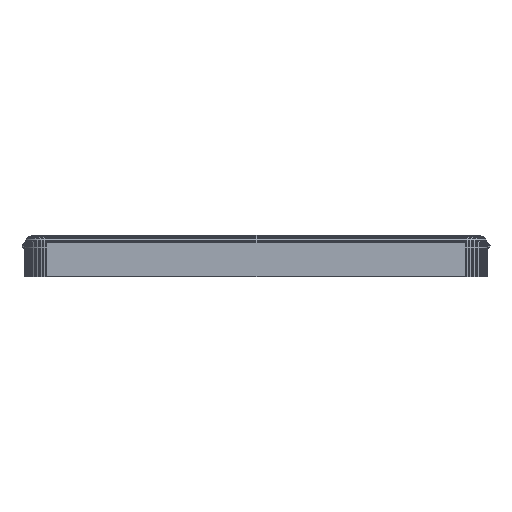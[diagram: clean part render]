
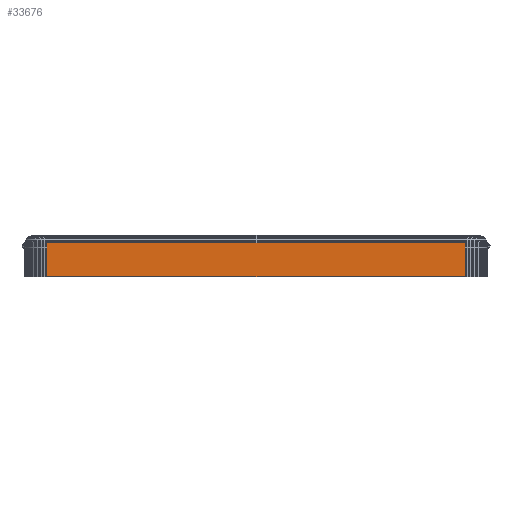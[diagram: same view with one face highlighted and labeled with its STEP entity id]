
A CAD part, front view. The second image highlights one B-rep face of the part: STEP entity #33676.
In plain terms, the highlighted planar face has unit normal (0, -1, 0).
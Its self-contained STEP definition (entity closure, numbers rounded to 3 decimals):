
#5677 = VERTEX_POINT('',#5678);
#5678 = CARTESIAN_POINT('',(-28.,-17.9,3.3));
#10254 = VERTEX_POINT('',#10255);
#10255 = CARTESIAN_POINT('',(28.,-17.9,3.3));
#33633 = EDGE_CURVE('',#10254,#5677,#33634,.T.);
#33634 = LINE('',#33635,#33636);
#33635 = CARTESIAN_POINT('',(28.,-17.9,3.3));
#33636 = VECTOR('',#33637,1.);
#33637 = DIRECTION('',(-1.,0.,0.));
#33676 = ADVANCED_FACE('',(#33677),#33702,.T.);
#33677 = FACE_BOUND('',#33678,.T.);
#33678 = EDGE_LOOP('',(#33679,#33687,#33695,#33701));
#33679 = ORIENTED_EDGE('',*,*,#33680,.T.);
#33680 = EDGE_CURVE('',#5677,#33681,#33683,.T.);
#33681 = VERTEX_POINT('',#33682);
#33682 = CARTESIAN_POINT('',(-28.,-17.9,-1.2));
#33683 = LINE('',#33684,#33685);
#33684 = CARTESIAN_POINT('',(-28.,-17.9,3.3));
#33685 = VECTOR('',#33686,1.);
#33686 = DIRECTION('',(0.,0.,-1.));
#33687 = ORIENTED_EDGE('',*,*,#33688,.F.);
#33688 = EDGE_CURVE('',#33689,#33681,#33691,.T.);
#33689 = VERTEX_POINT('',#33690);
#33690 = CARTESIAN_POINT('',(28.,-17.9,-1.2));
#33691 = LINE('',#33692,#33693);
#33692 = CARTESIAN_POINT('',(28.,-17.9,-1.2));
#33693 = VECTOR('',#33694,1.);
#33694 = DIRECTION('',(-1.,0.,0.));
#33695 = ORIENTED_EDGE('',*,*,#33696,.T.);
#33696 = EDGE_CURVE('',#33689,#10254,#33697,.T.);
#33697 = LINE('',#33698,#33699);
#33698 = CARTESIAN_POINT('',(28.,-17.9,-1.2));
#33699 = VECTOR('',#33700,1.);
#33700 = DIRECTION('',(0.,0.,1.));
#33701 = ORIENTED_EDGE('',*,*,#33633,.T.);
#33702 = PLANE('',#33703);
#33703 = AXIS2_PLACEMENT_3D('',#33704,#33705,#33706);
#33704 = CARTESIAN_POINT('',(0.,-17.9,1.05));
#33705 = DIRECTION('',(-0.,-1.,-0.));
#33706 = DIRECTION('',(0.,0.,-1.));
